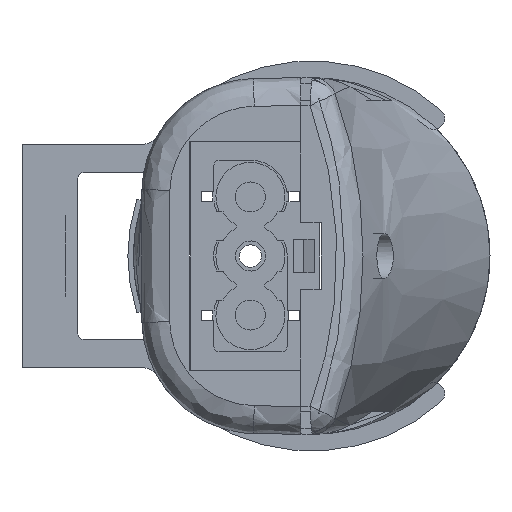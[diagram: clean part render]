
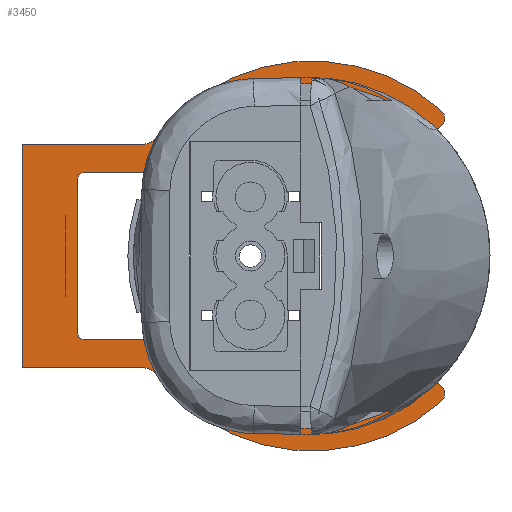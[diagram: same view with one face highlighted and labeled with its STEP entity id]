
A CAD part, left-side view. The second image highlights one B-rep face of the part: STEP entity #3450.
In plain terms, the highlighted planar face has unit normal (-1, 0, 0).
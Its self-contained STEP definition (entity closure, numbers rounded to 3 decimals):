
#73=PLANE('',#3709);
#389=FACE_OUTER_BOUND('',#520,.T.);
#520=EDGE_LOOP('',(#3145,#3146,#3147,#3148,#3149,#3150,#3151,#3152,#3153,
#3154,#3155,#3156,#3157,#3158,#3159,#3160,#3161,#3162));
#750=LINE('',#8020,#1024);
#753=LINE('',#8032,#1027);
#761=LINE('',#8049,#1035);
#766=LINE('',#8059,#1040);
#768=LINE('',#8064,#1042);
#777=LINE('',#8112,#1051);
#1024=VECTOR('',#4330,10.63);
#1027=VECTOR('',#4341,10.63);
#1035=VECTOR('',#4353,14.);
#1040=VECTOR('',#4360,6.644);
#1042=VECTOR('',#4364,6.644);
#1051=VECTOR('',#4423,20.);
#1234=CIRCLE('',#3680,2.);
#1235=CIRCLE('',#3683,2.);
#1248=CIRCLE('',#3702,17.5);
#1249=CIRCLE('',#3704,17.5);
#1250=CIRCLE('',#3706,1.);
#1251=CIRCLE('',#3708,1.);
#1252=CIRCLE('',#3710,0.5);
#1253=CIRCLE('',#3711,0.5);
#1254=CIRCLE('',#3712,0.5);
#1255=CIRCLE('',#3713,0.5);
#1256=CIRCLE('',#3714,15.5);
#1257=CIRCLE('',#3715,15.5);
#1734=VERTEX_POINT('',#8010);
#1735=VERTEX_POINT('',#8012);
#1737=VERTEX_POINT('',#8018);
#1738=VERTEX_POINT('',#8022);
#1739=VERTEX_POINT('',#8023);
#1742=VERTEX_POINT('',#8031);
#1748=VERTEX_POINT('',#8046);
#1749=VERTEX_POINT('',#8048);
#1751=VERTEX_POINT('',#8053);
#1753=VERTEX_POINT('',#8057);
#1754=VERTEX_POINT('',#8061);
#1755=VERTEX_POINT('',#8063);
#1764=VERTEX_POINT('',#8089);
#1765=VERTEX_POINT('',#8093);
#1766=VERTEX_POINT('',#8097);
#1767=VERTEX_POINT('',#8101);
#1768=VERTEX_POINT('',#8105);
#1769=VERTEX_POINT('',#8109);
#2339=EDGE_CURVE('',#1734,#1735,#1234,.T.);
#2343=EDGE_CURVE('',#1737,#1734,#750,.T.);
#2344=EDGE_CURVE('',#1738,#1739,#1235,.T.);
#2348=EDGE_CURVE('',#1742,#1739,#753,.T.);
#2357=EDGE_CURVE('',#1749,#1748,#761,.T.);
#2362=EDGE_CURVE('',#1751,#1753,#766,.T.);
#2364=EDGE_CURVE('',#1755,#1754,#768,.T.);
#2380=EDGE_CURVE('',#1738,#1764,#1248,.T.);
#2381=EDGE_CURVE('',#1765,#1735,#1249,.T.);
#2383=EDGE_CURVE('',#1765,#1766,#1250,.T.);
#2385=EDGE_CURVE('',#1767,#1764,#1251,.T.);
#2387=EDGE_CURVE('',#1755,#1768,#1252,.T.);
#2388=EDGE_CURVE('',#1749,#1754,#1253,.T.);
#2389=EDGE_CURVE('',#1751,#1748,#1254,.T.);
#2390=EDGE_CURVE('',#1769,#1753,#1255,.T.);
#2391=EDGE_CURVE('',#1769,#1766,#1256,.T.);
#2392=EDGE_CURVE('',#1742,#1737,#777,.T.);
#2393=EDGE_CURVE('',#1767,#1768,#1257,.T.);
#3145=ORIENTED_EDGE('',*,*,#2387,.F.);
#3146=ORIENTED_EDGE('',*,*,#2364,.T.);
#3147=ORIENTED_EDGE('',*,*,#2388,.F.);
#3148=ORIENTED_EDGE('',*,*,#2357,.T.);
#3149=ORIENTED_EDGE('',*,*,#2389,.F.);
#3150=ORIENTED_EDGE('',*,*,#2362,.T.);
#3151=ORIENTED_EDGE('',*,*,#2390,.F.);
#3152=ORIENTED_EDGE('',*,*,#2391,.T.);
#3153=ORIENTED_EDGE('',*,*,#2383,.F.);
#3154=ORIENTED_EDGE('',*,*,#2381,.T.);
#3155=ORIENTED_EDGE('',*,*,#2339,.F.);
#3156=ORIENTED_EDGE('',*,*,#2343,.F.);
#3157=ORIENTED_EDGE('',*,*,#2392,.F.);
#3158=ORIENTED_EDGE('',*,*,#2348,.T.);
#3159=ORIENTED_EDGE('',*,*,#2344,.F.);
#3160=ORIENTED_EDGE('',*,*,#2380,.T.);
#3161=ORIENTED_EDGE('',*,*,#2385,.F.);
#3162=ORIENTED_EDGE('',*,*,#2393,.T.);
#3450=ADVANCED_FACE('',(#389),#73,.T.);
#3680=AXIS2_PLACEMENT_3D('',#8013,#4323,#4324);
#3683=AXIS2_PLACEMENT_3D('',#8024,#4333,#4334);
#3702=AXIS2_PLACEMENT_3D('',#8091,#4394,#4395);
#3704=AXIS2_PLACEMENT_3D('',#8094,#4398,#4399);
#3706=AXIS2_PLACEMENT_3D('',#8098,#4403,#4404);
#3708=AXIS2_PLACEMENT_3D('',#8102,#4408,#4409);
#3709=AXIS2_PLACEMENT_3D('',#8104,#4411,#4412);
#3710=AXIS2_PLACEMENT_3D('',#8106,#4413,#4414);
#3711=AXIS2_PLACEMENT_3D('',#8107,#4415,#4416);
#3712=AXIS2_PLACEMENT_3D('',#8108,#4417,#4418);
#3713=AXIS2_PLACEMENT_3D('',#8110,#4419,#4420);
#3714=AXIS2_PLACEMENT_3D('',#8111,#4421,#4422);
#3715=AXIS2_PLACEMENT_3D('',#8113,#4424,#4425);
#4323=DIRECTION('center_axis',(-1.,0.,0.));
#4324=DIRECTION('ref_axis',(0.,-0.439,-0.899));
#4330=DIRECTION('',(0.,-1.,0.));
#4333=DIRECTION('center_axis',(-1.,0.,0.));
#4334=DIRECTION('ref_axis',(0.,-0.439,0.899));
#4341=DIRECTION('',(0.,-1.,0.));
#4353=DIRECTION('',(0.,0.,1.));
#4360=DIRECTION('',(0.,-1.,0.));
#4364=DIRECTION('',(0.,1.,0.));
#4394=DIRECTION('center_axis',(-1.,0.,0.));
#4395=DIRECTION('ref_axis',(0.,0.,-1.));
#4398=DIRECTION('center_axis',(-1.,0.,0.));
#4399=DIRECTION('ref_axis',(0.,0.,-1.));
#4403=DIRECTION('center_axis',(1.,0.,0.));
#4404=DIRECTION('ref_axis',(0.,-1.,0.03));
#4408=DIRECTION('center_axis',(1.,0.,0.));
#4409=DIRECTION('ref_axis',(0.,-0.03,1.));
#4411=DIRECTION('center_axis',(-1.,0.,0.));
#4412=DIRECTION('ref_axis',(0.,0.,-1.));
#4413=DIRECTION('center_axis',(1.,0.,0.));
#4414=DIRECTION('ref_axis',(0.,-0.5,0.866));
#4415=DIRECTION('center_axis',(-1.,0.,0.));
#4416=DIRECTION('ref_axis',(0.,0.707,-0.707));
#4417=DIRECTION('center_axis',(-1.,0.,0.));
#4418=DIRECTION('ref_axis',(0.,0.707,0.707));
#4419=DIRECTION('center_axis',(1.,0.,0.));
#4420=DIRECTION('ref_axis',(0.,-0.5,-0.866));
#4421=DIRECTION('center_axis',(1.,0.,0.));
#4422=DIRECTION('ref_axis',(0.,-0.707,-0.707));
#4423=DIRECTION('',(0.,0.,1.));
#4424=DIRECTION('center_axis',(1.,0.,0.));
#4425=DIRECTION('ref_axis',(0.,-0.707,-0.707));
#8010=CARTESIAN_POINT('',(-307.5,15.37,10.));
#8012=CARTESIAN_POINT('',(-307.5,13.794,10.769));
#8013=CARTESIAN_POINT('Origin',(-307.5,15.37,12.));
#8018=CARTESIAN_POINT('',(-307.5,26.,10.));
#8020=CARTESIAN_POINT('',(-307.5,26.,10.));
#8022=CARTESIAN_POINT('',(-307.5,13.794,-10.769));
#8023=CARTESIAN_POINT('',(-307.5,15.37,-10.));
#8024=CARTESIAN_POINT('Origin',(-307.5,15.37,-12.));
#8031=CARTESIAN_POINT('',(-307.5,26.,-10.));
#8032=CARTESIAN_POINT('',(-307.5,14.361,-10.));
#8046=CARTESIAN_POINT('',(-307.5,21.,7.));
#8048=CARTESIAN_POINT('',(-307.5,21.,-7.));
#8049=CARTESIAN_POINT('',(-307.5,21.,1.25));
#8053=CARTESIAN_POINT('',(-307.5,20.5,7.5));
#8057=CARTESIAN_POINT('',(-307.5,13.856,7.5));
#8059=CARTESIAN_POINT('',(-307.5,23.5,7.5));
#8061=CARTESIAN_POINT('',(-307.5,20.5,-7.5));
#8063=CARTESIAN_POINT('',(-307.5,13.856,-7.5));
#8064=CARTESIAN_POINT('',(-307.5,19.782,-7.5));
#8089=CARTESIAN_POINT('',(-307.5,-11.602,-13.102));
#8091=CARTESIAN_POINT('Origin',(-307.5,0.,0.));
#8093=CARTESIAN_POINT('',(-307.5,-11.602,13.102));
#8094=CARTESIAN_POINT('Origin',(-307.5,0.,0.));
#8097=CARTESIAN_POINT('',(-307.5,-10.276,11.604));
#8098=CARTESIAN_POINT('Origin',(-307.5,-10.939,12.353));
#8101=CARTESIAN_POINT('',(-307.5,-10.276,-11.604));
#8102=CARTESIAN_POINT('Origin',(-307.5,-10.939,-12.353));
#8104=CARTESIAN_POINT('Origin',(-307.5,26.,10.));
#8105=CARTESIAN_POINT('',(-307.5,13.423,-7.75));
#8106=CARTESIAN_POINT('Origin',(-307.5,13.856,-8.));
#8107=CARTESIAN_POINT('Origin',(-307.5,20.5,-7.));
#8108=CARTESIAN_POINT('Origin',(-307.5,20.5,7.));
#8109=CARTESIAN_POINT('',(-307.5,13.423,7.75));
#8110=CARTESIAN_POINT('Origin',(-307.5,13.856,8.));
#8111=CARTESIAN_POINT('Origin',(-307.5,0.,0.));
#8112=CARTESIAN_POINT('',(-307.5,26.,-2.5));
#8113=CARTESIAN_POINT('Origin',(-307.5,0.,0.));
